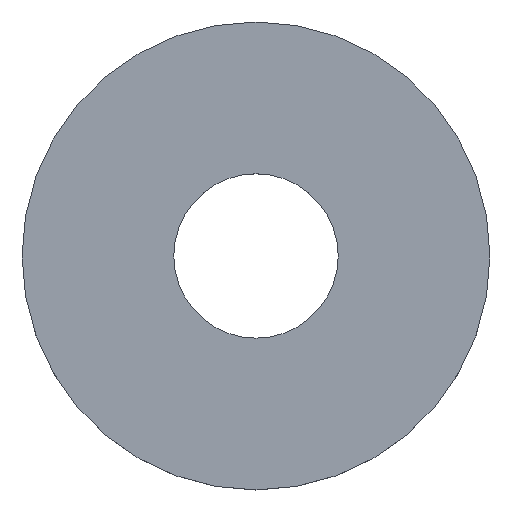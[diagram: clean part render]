
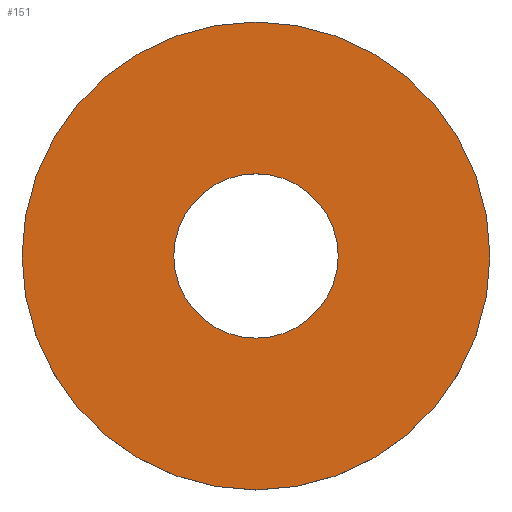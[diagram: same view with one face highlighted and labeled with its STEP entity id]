
A CAD part, top view. The second image highlights one B-rep face of the part: STEP entity #151.
In plain terms, the highlighted planar face has unit normal (0, 0, 1).
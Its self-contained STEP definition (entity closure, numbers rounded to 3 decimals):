
#44 = EDGE_LOOP ( 'NONE', ( #68 ) ) ;
#45 = EDGE_LOOP ( 'NONE', ( #162 ) ) ;
#67 = CARTESIAN_POINT ( 'NONE',  ( 18.5, 0., 3. ) ) ;
#68 = ORIENTED_EDGE ( 'NONE', *, *, #75, .F. ) ;
#74 = CARTESIAN_POINT ( 'NONE',  ( 6.5, 0., 3. ) ) ;
#75 = EDGE_CURVE ( 'NONE', #146, #146, #164, .T. ) ;
#81 = DIRECTION ( 'NONE',  ( 1., 0., 0. ) ) ;
#84 = DIRECTION ( 'NONE',  ( 0., 0., 1. ) ) ;
#98 = PLANE ( 'NONE',  #141 ) ;
#100 = EDGE_CURVE ( 'NONE', #145, #145, #158, .T. ) ;
#125 = CARTESIAN_POINT ( 'NONE',  ( 0., 0., 3. ) ) ;
#132 = DIRECTION ( 'NONE',  ( 1., 0., 0. ) ) ;
#134 = DIRECTION ( 'NONE',  ( 0., 0., 1. ) ) ;
#136 = CARTESIAN_POINT ( 'NONE',  ( 0., 0., 3. ) ) ;
#141 = AXIS2_PLACEMENT_3D ( 'NONE', #125, #84, #81 ) ;
#145 = VERTEX_POINT ( 'NONE', #67 ) ;
#146 = VERTEX_POINT ( 'NONE', #74 ) ;
#148 = FACE_BOUND ( 'NONE', #44, .T. ) ;
#149 = DIRECTION ( 'NONE',  ( 1., 0., 0. ) ) ;
#151 = ADVANCED_FACE ( 'NONE', ( #156, #148 ), #98, .T. ) ;
#155 = DIRECTION ( 'NONE',  ( 0., 0., 1. ) ) ;
#156 = FACE_OUTER_BOUND ( 'NONE', #45, .T. ) ;
#157 = CARTESIAN_POINT ( 'NONE',  ( 0., 0., 3. ) ) ;
#158 = CIRCLE ( 'NONE', #166, 18.5 ) ;
#162 = ORIENTED_EDGE ( 'NONE', *, *, #100, .T. ) ;
#164 = CIRCLE ( 'NONE', #168, 6.5 ) ;
#166 = AXIS2_PLACEMENT_3D ( 'NONE', #136, #134, #132 ) ;
#168 = AXIS2_PLACEMENT_3D ( 'NONE', #157, #155, #149 ) ;
